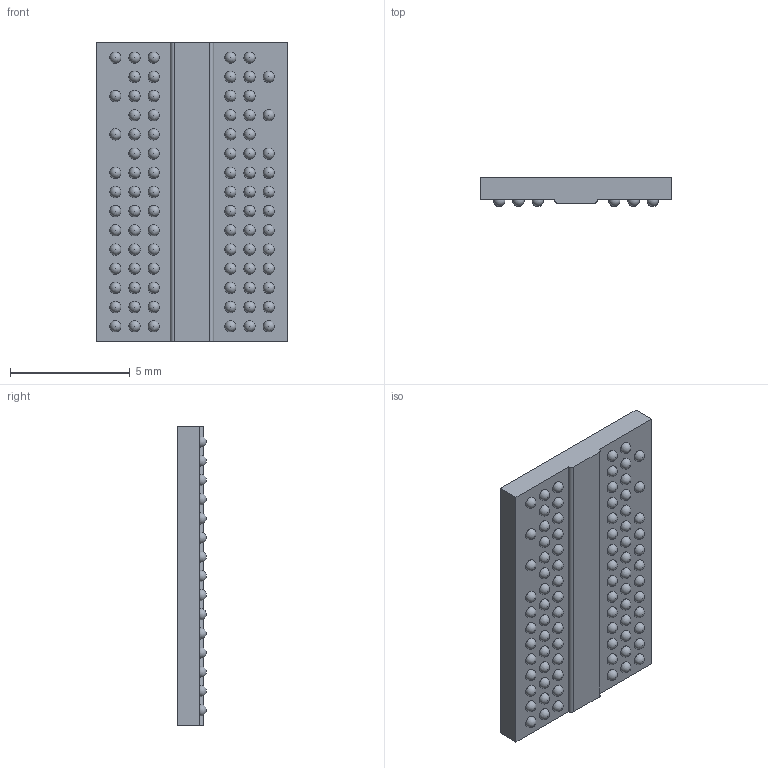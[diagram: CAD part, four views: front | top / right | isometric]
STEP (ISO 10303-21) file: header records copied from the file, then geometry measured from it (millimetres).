
FILE_DESCRIPTION (( 'STEP AP214' ), '1' );
FILE_NAME ('MT47H32M16NF-25E IT_H.STEP', '2022-08-22T01:54:39', ( '' ), ( '' ), 'SwSTEP 2.0', 'SolidWorks 2020', '' );
FILE_SCHEMA (( 'AUTOMOTIVE_DESIGN' ));
Length unit declared in the file: millimetre
Products named in the file (1): MT47H32M16NF-25E IT_H
Bounding box: 8 x 1.2 x 12.5 mm (x, y, z)
Volume: 98.3 mm3; surface area: 291.5 mm2
Topology: 86 solids, 86 shells, 185 faces, 372 edges, 276 vertices
Faces by surface type: plane 97, sphere 84, cylinder 4
Full cylindrical faces by diameter (mm): 1 x2
Entity records: 3767 total; most frequent: DIRECTION 582, CARTESIAN_POINT 412, AXIS2_PLACEMENT_3D 278, ORIENTED_EDGE 236, EDGE_LOOP 188, ADVANCED_FACE 185, EDGE_CURVE 118, VERTEX_POINT 108
